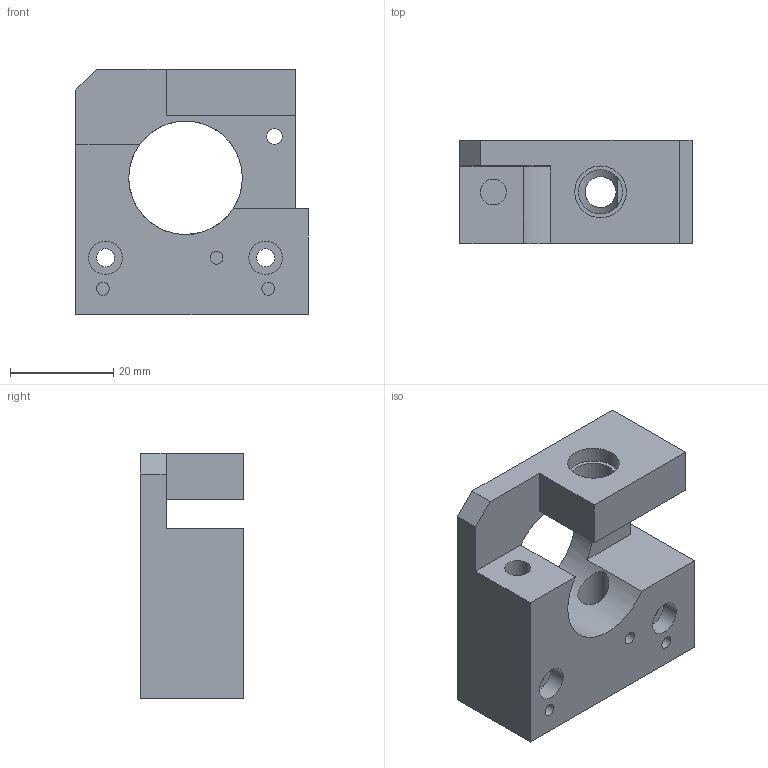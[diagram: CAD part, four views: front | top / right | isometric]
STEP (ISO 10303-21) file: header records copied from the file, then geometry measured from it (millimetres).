
FILE_DESCRIPTION(('FreeCAD Model'),'2;1');
FILE_NAME('extruder-body.step', '2014-11-23T13:11:01',('FreeCAD'),('FreeCAD'), 'Open CASCADE STEP processor 6.7','FreeCAD','Unknown');
FILE_SCHEMA(('AUTOMOTIVE_DESIGN_CC2 { 1 2 10303 214 -1 1 5 4 }'));
Length unit declared in the file: millimetre
Products named in the file (1): extruder-body-final
Bounding box: 45 x 20 x 47.5 mm (x, y, z)
Volume: 24507.9 mm3; surface area: 9558.4 mm2
Topology: 1 solids, 1 shells, 42 faces, 92 edges, 62 vertices
Faces by surface type: plane 25, cylinder 17
Full cylindrical faces by diameter (mm): 2.46 x5, 3 x1, 3.24 x2, 3.5 x2, 5 x1, 6 x1, 6.5 x2, 8.56 x1, 10 x1, 22 x1
Entity records: 2590 total; most frequent: CARTESIAN_POINT 651, DIRECTION 365, LINE 190, VECTOR 190, ORIENTED_EDGE 184, PCURVE 184, DEFINITIONAL_REPRESENTATION 184, EDGE_CURVE 92
